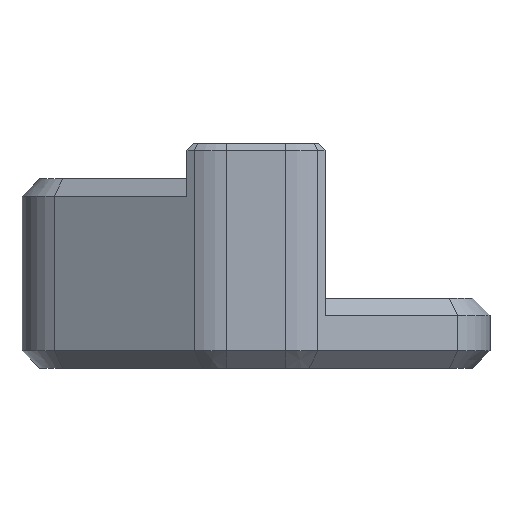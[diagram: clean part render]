
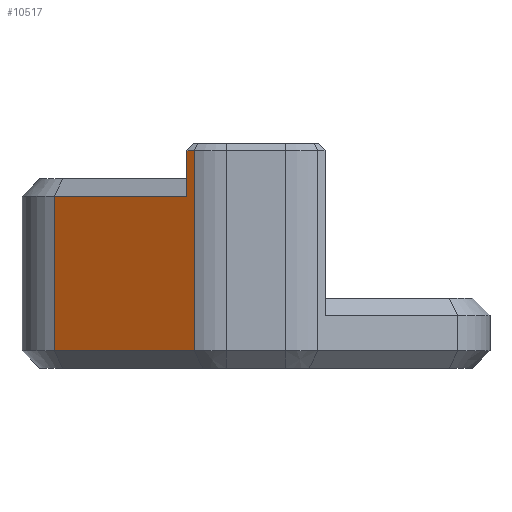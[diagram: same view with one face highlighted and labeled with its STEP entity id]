
A CAD part, left-side view. The second image highlights one B-rep face of the part: STEP entity #10517.
In plain terms, the highlighted planar face has unit normal (-0.866, 0.5, 0).
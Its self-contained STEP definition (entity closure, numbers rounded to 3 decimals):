
#366 = DIRECTION ( 'NONE',  ( 0., 0., 1. ) ) ;
#521 = ORIENTED_EDGE ( 'NONE', *, *, #1914, .F. ) ;
#875 = EDGE_CURVE ( 'NONE', #3657, #7084, #9078, .T. ) ;
#1071 = DIRECTION ( 'NONE',  ( 0.5, 0.866, 0. ) ) ;
#1558 = ORIENTED_EDGE ( 'NONE', *, *, #6795, .T. ) ;
#1914 = EDGE_CURVE ( 'NONE', #2634, #8204, #4802, .T. ) ;
#2090 = CARTESIAN_POINT ( 'NONE',  ( -13.903, 5.632, 9.3 ) ) ;
#2166 = CARTESIAN_POINT ( 'NONE',  ( -15.452, 2.95, 9.3 ) ) ;
#2458 = LINE ( 'NONE', #3255, #9416 ) ;
#2477 = CARTESIAN_POINT ( 'NONE',  ( -15.632, 2.638, 9.3 ) ) ;
#2561 = VERTEX_POINT ( 'NONE', #2166 ) ;
#2634 = VERTEX_POINT ( 'NONE', #7942 ) ;
#2796 = VECTOR ( 'NONE', #8015, 1000. ) ;
#2998 = LINE ( 'NONE', #2090, #4294 ) ;
#3105 = EDGE_LOOP ( 'NONE', ( #521, #6307, #1558, #6970, #4190, #7027 ) ) ;
#3148 = EDGE_CURVE ( 'NONE', #2561, #3657, #6195, .T. ) ;
#3255 = CARTESIAN_POINT ( 'NONE',  ( -12.175, 8.625, 4.05 ) ) ;
#3451 = CARTESIAN_POINT ( 'NONE',  ( -15.452, 2.95, 7.35 ) ) ;
#3568 = CARTESIAN_POINT ( 'NONE',  ( -15.632, 2.638, 5.025 ) ) ;
#3639 = CARTESIAN_POINT ( 'NONE',  ( -15.452, 2.95, 5.025 ) ) ;
#3657 = VERTEX_POINT ( 'NONE', #3451 ) ;
#3863 = FACE_OUTER_BOUND ( 'NONE', #3105, .T. ) ;
#3955 = VECTOR ( 'NONE', #1071, 1000. ) ;
#4148 = VECTOR ( 'NONE', #9462, 1000. ) ;
#4190 = ORIENTED_EDGE ( 'NONE', *, *, #875, .T. ) ;
#4198 = AXIS2_PLACEMENT_3D ( 'NONE', #7016, #5463, #4559 ) ;
#4294 = VECTOR ( 'NONE', #7056, 1000. ) ;
#4559 = DIRECTION ( 'NONE',  ( -0.5, -0.866, 0. ) ) ;
#4802 = LINE ( 'NONE', #8072, #2796 ) ;
#5063 = CARTESIAN_POINT ( 'NONE',  ( -12.175, 8.625, 7.35 ) ) ;
#5182 = EDGE_CURVE ( 'NONE', #8204, #7084, #2458, .T. ) ;
#5463 = DIRECTION ( 'NONE',  ( -0.866, 0.5, 0. ) ) ;
#5648 = CARTESIAN_POINT ( 'NONE',  ( -12.175, 8.625, 0.75 ) ) ;
#5963 = LINE ( 'NONE', #3568, #8471 ) ;
#6195 = LINE ( 'NONE', #3639, #4148 ) ;
#6307 = ORIENTED_EDGE ( 'NONE', *, *, #9877, .T. ) ;
#6795 = EDGE_CURVE ( 'NONE', #9116, #2561, #2998, .T. ) ;
#6970 = ORIENTED_EDGE ( 'NONE', *, *, #3148, .T. ) ;
#7016 = CARTESIAN_POINT ( 'NONE',  ( -12.17, 8.634, 0.74 ) ) ;
#7027 = ORIENTED_EDGE ( 'NONE', *, *, #5182, .F. ) ;
#7056 = DIRECTION ( 'NONE',  ( 0.5, 0.866, 0. ) ) ;
#7084 = VERTEX_POINT ( 'NONE', #5063 ) ;
#7942 = CARTESIAN_POINT ( 'NONE',  ( -15.632, 2.638, 0.75 ) ) ;
#8015 = DIRECTION ( 'NONE',  ( 0.5, 0.866, 0. ) ) ;
#8072 = CARTESIAN_POINT ( 'NONE',  ( -15.632, 2.638, 0.75 ) ) ;
#8204 = VERTEX_POINT ( 'NONE', #5648 ) ;
#8471 = VECTOR ( 'NONE', #366, 1000. ) ;
#9078 = LINE ( 'NONE', #9188, #3955 ) ;
#9116 = VERTEX_POINT ( 'NONE', #2477 ) ;
#9188 = CARTESIAN_POINT ( 'NONE',  ( -13.903, 5.632, 7.35 ) ) ;
#9416 = VECTOR ( 'NONE', #9947, 1000. ) ;
#9462 = DIRECTION ( 'NONE',  ( 0., 0., -1. ) ) ;
#9583 = PLANE ( 'NONE',  #4198 ) ;
#9877 = EDGE_CURVE ( 'NONE', #2634, #9116, #5963, .T. ) ;
#9947 = DIRECTION ( 'NONE',  ( 0., 0., 1. ) ) ;
#10517 = ADVANCED_FACE ( 'NONE', ( #3863 ), #9583, .T. ) ;
